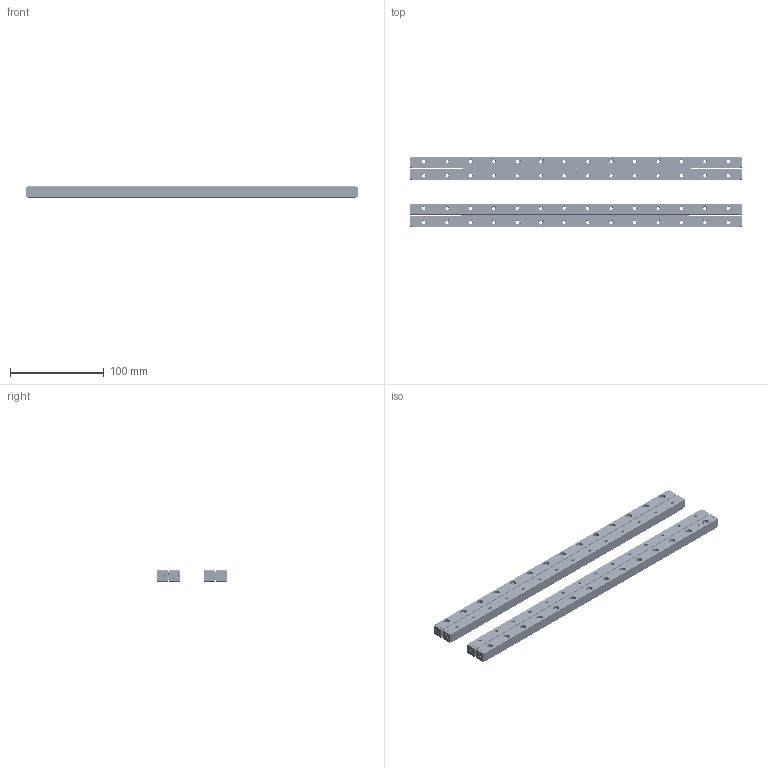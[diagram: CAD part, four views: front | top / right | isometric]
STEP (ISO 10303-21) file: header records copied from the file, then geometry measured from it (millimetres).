
FILE_DESCRIPTION(/* description */ (''),/* implementation_level */ '2;1');
FILE_NAME(/* name */ 'Set RNG-6350x36KRE_stp_stp.stp',/* time_stamp */ '2025-06-03T10:34:49+02:00',/* author */ (''),/* organization */ (''),/* preprocessor_version */ 'ST-DEVELOPER v16.7',/* originating_system */ 'SIEMENS PLM Software NX 12.0',/* authorisation */ '');
FILE_SCHEMA (('AUTOMOTIVE_DESIGN { 1 0 10303 214 3 1 1 1 }'));
Products named in the file (1): Set RNG-6350x36KRE_stp_stp
Bounding box: 354 x 75 x 12 mm (x, y, z)
Volume: 182032.1 mm3; surface area: 114553.5 mm2
Topology: 100 solids, 100 shells, 4016 faces, 10556 edges, 6864 vertices
Faces by surface type: plane 1996, cylinder 1148, cone 512, bspline 360
Full cylindrical faces by diameter (mm): 0.8 x304, 2.26 x8, 3 x8, 3.2 x8, 3.3 x56, 3.5 x8, 4 x72, 6 x80, 7 x56
Entity records: 127387 total; most frequent: CARTESIAN_POINT 24661, DIRECTION 18806, ORIENTED_EDGE 18248, EDGE_CURVE 9124, AXIS2_PLACEMENT_3D 6745, VERTEX_POINT 6552, EDGE_LOOP 5972, LINE 5316
